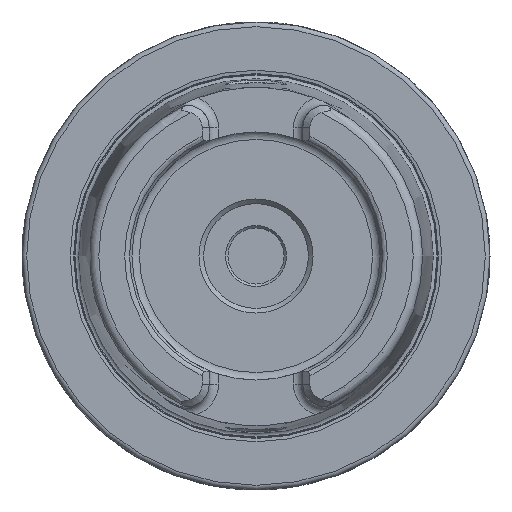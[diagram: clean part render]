
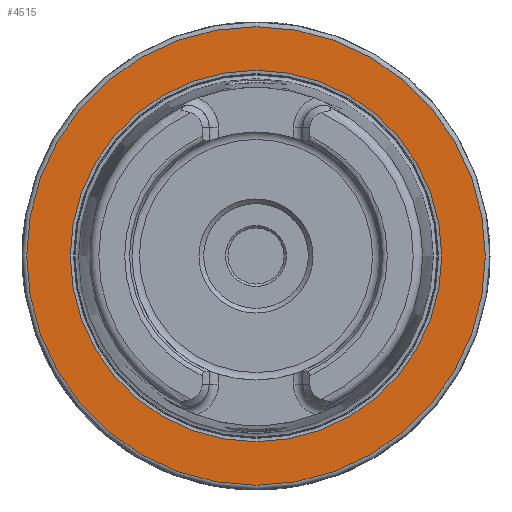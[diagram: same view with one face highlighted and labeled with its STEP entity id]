
A CAD part, left-side view. The second image highlights one B-rep face of the part: STEP entity #4515.
In plain terms, the highlighted planar face has unit normal (-1, 0, 0).
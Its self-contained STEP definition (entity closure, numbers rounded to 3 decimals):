
#223=PLANE('',#5080);
#296=FACE_BOUND('',#849,.T.);
#559=FACE_OUTER_BOUND('',#848,.T.);
#848=EDGE_LOOP('',(#3944));
#849=EDGE_LOOP('',(#3945));
#1106=CIRCLE('',#5079,39.682);
#1107=CIRCLE('',#5081,49.);
#2163=VERTEX_POINT('',#9657);
#2164=VERTEX_POINT('',#9661);
#2775=EDGE_CURVE('',#2163,#2163,#1106,.T.);
#2776=EDGE_CURVE('',#2164,#2164,#1107,.T.);
#3944=ORIENTED_EDGE('',*,*,#2776,.F.);
#3945=ORIENTED_EDGE('',*,*,#2775,.T.);
#4515=ADVANCED_FACE('',(#559,#296),#223,.T.);
#5079=AXIS2_PLACEMENT_3D('',#9659,#6118,#6119);
#5080=AXIS2_PLACEMENT_3D('',#9660,#6120,#6121);
#5081=AXIS2_PLACEMENT_3D('',#9662,#6122,#6123);
#6118=DIRECTION('center_axis',(1.,0.,0.));
#6119=DIRECTION('ref_axis',(0.,0.,-1.));
#6120=DIRECTION('center_axis',(-1.,0.,0.));
#6121=DIRECTION('ref_axis',(0.,0.,1.));
#6122=DIRECTION('center_axis',(1.,0.,0.));
#6123=DIRECTION('ref_axis',(0.,0.,-1.));
#9657=CARTESIAN_POINT('',(0.,-39.682,0.));
#9659=CARTESIAN_POINT('Origin',(0.,0.,0.));
#9660=CARTESIAN_POINT('Origin',(0.,49.,0.));
#9661=CARTESIAN_POINT('',(0.,0.,49.));
#9662=CARTESIAN_POINT('Origin',(0.,0.,0.));
